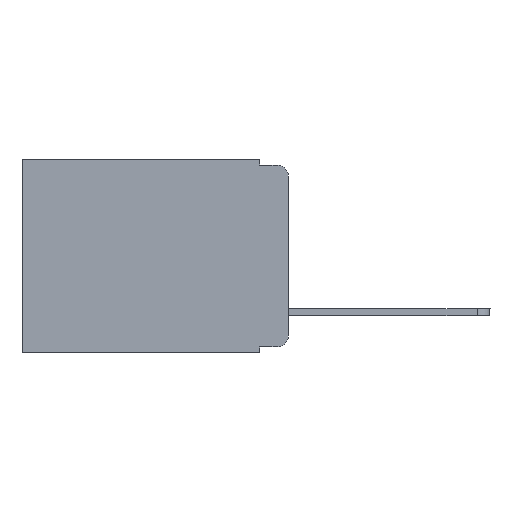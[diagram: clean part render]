
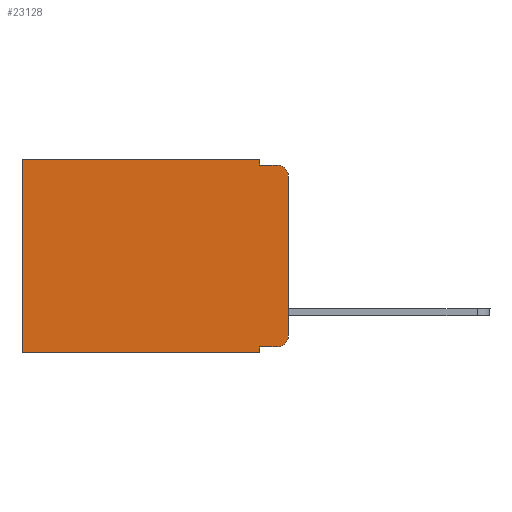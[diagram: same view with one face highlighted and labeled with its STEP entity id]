
A CAD part, left-side view. The second image highlights one B-rep face of the part: STEP entity #23128.
In plain terms, the highlighted planar face has unit normal (-1, 0, 0).
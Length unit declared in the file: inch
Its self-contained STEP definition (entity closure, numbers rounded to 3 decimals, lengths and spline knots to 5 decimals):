
#1 = LINE ( 'NONE', #2022, #12098 ) ;
#1368 = VERTEX_POINT ( 'NONE', #8602 ) ;
#1848 = VECTOR ( 'NONE', #13982, 39.37008 ) ;
#2022 = CARTESIAN_POINT ( 'NONE',  ( 0.298, 0.051, 0. ) ) ;
#2071 = DIRECTION ( 'NONE',  ( 0., 1., 0. ) ) ;
#3467 = CARTESIAN_POINT ( 'NONE',  ( 0.298, 0.02, -0.333 ) ) ;
#3562 = ORIENTED_EDGE ( 'NONE', *, *, #21253, .F. ) ;
#3619 = VERTEX_POINT ( 'NONE', #7754 ) ;
#4330 = CARTESIAN_POINT ( 'NONE',  ( 0.298, 0.473, -0.343 ) ) ;
#4443 = VERTEX_POINT ( 'NONE', #19875 ) ;
#4543 = AXIS2_PLACEMENT_3D ( 'NONE', #8546, #11994, #6645 ) ;
#4716 = VERTEX_POINT ( 'NONE', #21001 ) ;
#4991 = PLANE ( 'NONE',  #22273 ) ;
#5151 = DIRECTION ( 'NONE',  ( 0., 0., -1. ) ) ;
#5288 = LINE ( 'NONE', #19423, #9538 ) ;
#5529 = CIRCLE ( 'NONE', #4543, 0.02 ) ;
#6103 = CARTESIAN_POINT ( 'NONE',  ( 0.298, 0.051, -0.343 ) ) ;
#6499 = EDGE_CURVE ( 'NONE', #1368, #3619, #22743, .T. ) ;
#6645 = DIRECTION ( 'NONE',  ( 0., 0., -1. ) ) ;
#6998 = VECTOR ( 'NONE', #13881, 39.37008 ) ;
#7754 = CARTESIAN_POINT ( 'NONE',  ( 0.298, 0.02, -0.01 ) ) ;
#8116 = EDGE_CURVE ( 'NONE', #22685, #11602, #5529, .T. ) ;
#8403 = CARTESIAN_POINT ( 'NONE',  ( 0.298, 0.051, -0.01 ) ) ;
#8546 = CARTESIAN_POINT ( 'NONE',  ( 0.298, 0.02, -0.313 ) ) ;
#8559 = LINE ( 'NONE', #22620, #22508 ) ;
#8602 = CARTESIAN_POINT ( 'NONE',  ( 0.298, 0., -0.03 ) ) ;
#8671 = VERTEX_POINT ( 'NONE', #16875 ) ;
#8757 = ORIENTED_EDGE ( 'NONE', *, *, #6499, .T. ) ;
#9538 = VECTOR ( 'NONE', #2071, 39.37008 ) ;
#10211 = DIRECTION ( 'NONE',  ( 0., -1., 0. ) ) ;
#10262 = CARTESIAN_POINT ( 'NONE',  ( 0.298, 0.051, -0.333 ) ) ;
#10417 = DIRECTION ( 'NONE',  ( 0., -1., 0. ) ) ;
#10616 = VECTOR ( 'NONE', #10417, 39.37008 ) ;
#10826 = ORIENTED_EDGE ( 'NONE', *, *, #17762, .F. ) ;
#11133 = ORIENTED_EDGE ( 'NONE', *, *, #12992, .T. ) ;
#11242 = CARTESIAN_POINT ( 'NONE',  ( 0.298, 0., 0. ) ) ;
#11420 = LINE ( 'NONE', #21333, #1848 ) ;
#11602 = VERTEX_POINT ( 'NONE', #18335 ) ;
#11788 = LINE ( 'NONE', #21016, #6998 ) ;
#11994 = DIRECTION ( 'NONE',  ( -1., 0., 0. ) ) ;
#12053 = VECTOR ( 'NONE', #10211, 39.37008 ) ;
#12098 = VECTOR ( 'NONE', #14721, 39.37008 ) ;
#12106 = EDGE_CURVE ( 'NONE', #4716, #8671, #14898, .T. ) ;
#12366 = CARTESIAN_POINT ( 'NONE',  ( 0.298, 0., 0. ) ) ;
#12644 = VECTOR ( 'NONE', #22380, 39.37008 ) ;
#12992 = EDGE_CURVE ( 'NONE', #21915, #22685, #22635, .T. ) ;
#13533 = EDGE_CURVE ( 'NONE', #4443, #3619, #18182, .T. ) ;
#13881 = DIRECTION ( 'NONE',  ( 0., 0., -1. ) ) ;
#13982 = DIRECTION ( 'NONE',  ( 0., 0., -1. ) ) ;
#14662 = ORIENTED_EDGE ( 'NONE', *, *, #8116, .T. ) ;
#14721 = DIRECTION ( 'NONE',  ( 0., 0., -1. ) ) ;
#14898 = LINE ( 'NONE', #11242, #12644 ) ;
#15140 = VERTEX_POINT ( 'NONE', #6103 ) ;
#15271 = EDGE_CURVE ( 'NONE', #1368, #11602, #11420, .T. ) ;
#15873 = DIRECTION ( 'NONE',  ( 1., 0., 0. ) ) ;
#16048 = CARTESIAN_POINT ( 'NONE',  ( 0.298, 0.02, -0.03 ) ) ;
#16296 = EDGE_CURVE ( 'NONE', #8671, #18973, #8559, .T. ) ;
#16875 = CARTESIAN_POINT ( 'NONE',  ( 0.298, 0.473, 0. ) ) ;
#16921 = ORIENTED_EDGE ( 'NONE', *, *, #13533, .F. ) ;
#17246 = AXIS2_PLACEMENT_3D ( 'NONE', #16048, #19648, #19567 ) ;
#17762 = EDGE_CURVE ( 'NONE', #21915, #15140, #1, .T. ) ;
#18182 = LINE ( 'NONE', #8403, #12053 ) ;
#18335 = CARTESIAN_POINT ( 'NONE',  ( 0.298, 0., -0.313 ) ) ;
#18973 = VERTEX_POINT ( 'NONE', #4330 ) ;
#19216 = FACE_OUTER_BOUND ( 'NONE', #22950, .T. ) ;
#19423 = CARTESIAN_POINT ( 'NONE',  ( 0.298, 0., -0.343 ) ) ;
#19567 = DIRECTION ( 'NONE',  ( 0., 0., -1. ) ) ;
#19648 = DIRECTION ( 'NONE',  ( -1., 0., 0. ) ) ;
#19875 = CARTESIAN_POINT ( 'NONE',  ( 0.298, 0.051, -0.01 ) ) ;
#20094 = CARTESIAN_POINT ( 'NONE',  ( 0.298, 0.051, -0.333 ) ) ;
#20425 = ORIENTED_EDGE ( 'NONE', *, *, #15271, .F. ) ;
#21001 = CARTESIAN_POINT ( 'NONE',  ( 0.298, 0.051, 0. ) ) ;
#21016 = CARTESIAN_POINT ( 'NONE',  ( 0.298, 0.051, 0. ) ) ;
#21253 = EDGE_CURVE ( 'NONE', #4716, #4443, #11788, .T. ) ;
#21333 = CARTESIAN_POINT ( 'NONE',  ( 0.298, 0., 0. ) ) ;
#21491 = EDGE_CURVE ( 'NONE', #15140, #18973, #5288, .T. ) ;
#21886 = ORIENTED_EDGE ( 'NONE', *, *, #12106, .T. ) ;
#21915 = VERTEX_POINT ( 'NONE', #20094 ) ;
#22273 = AXIS2_PLACEMENT_3D ( 'NONE', #12366, #15873, #5151 ) ;
#22380 = DIRECTION ( 'NONE',  ( 0., 1., 0. ) ) ;
#22508 = VECTOR ( 'NONE', #22840, 39.37008 ) ;
#22620 = CARTESIAN_POINT ( 'NONE',  ( 0.298, 0.473, 0. ) ) ;
#22634 = ORIENTED_EDGE ( 'NONE', *, *, #21491, .F. ) ;
#22635 = LINE ( 'NONE', #10262, #10616 ) ;
#22685 = VERTEX_POINT ( 'NONE', #3467 ) ;
#22743 = CIRCLE ( 'NONE', #17246, 0.02 ) ;
#22840 = DIRECTION ( 'NONE',  ( 0., 0., -1. ) ) ;
#22857 = ORIENTED_EDGE ( 'NONE', *, *, #16296, .T. ) ;
#22950 = EDGE_LOOP ( 'NONE', ( #20425, #8757, #16921, #3562, #21886, #22857, #22634, #10826, #11133, #14662 ) ) ;
#23128 = ADVANCED_FACE ( 'NONE', ( #19216 ), #4991, .F. ) ;
